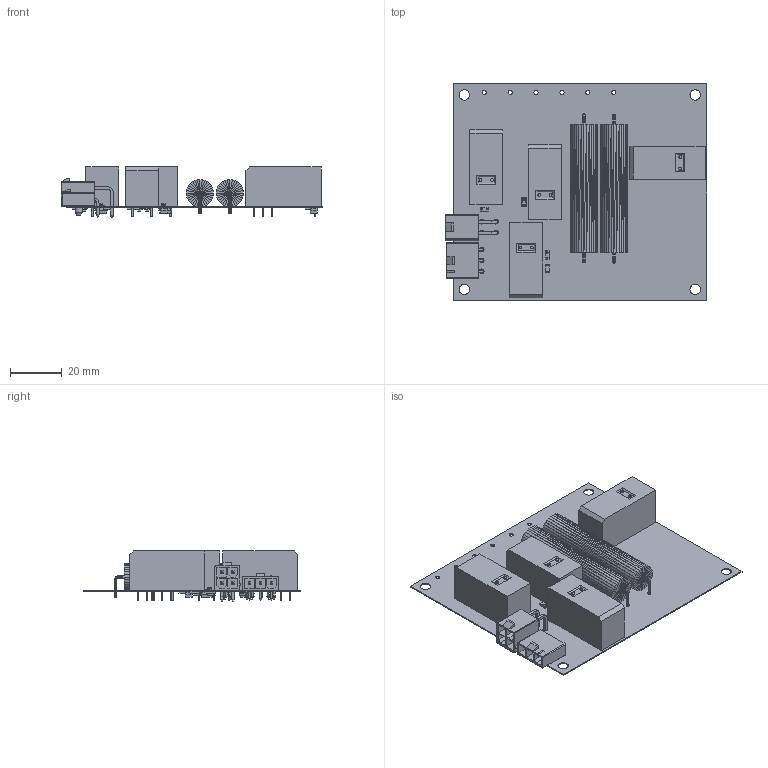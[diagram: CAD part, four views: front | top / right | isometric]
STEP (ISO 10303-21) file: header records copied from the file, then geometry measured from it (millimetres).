
FILE_DESCRIPTION(('Open CASCADE Model'),'2;1');
FILE_NAME('Open CASCADE Shape Model','2019-01-10T21:24:43',('Author'),( 'Open CASCADE'),'Open CASCADE STEP processor 6.8','Open CASCADE 6.8' ,'Unknown');
FILE_SCHEMA(('AUTOMOTIVE_DESIGN { 1 0 10303 214 1 1 1 1 }'));
Length unit declared in the file: millimetre
Products named in the file (49): PCB; Board; Q3; SOT23-3; Q2; Q1; R10; CRCW12063K30FKEAC; term1; term2; body; R9; R8; R7; R6; R5; R4; R3; R2; YAG_SQP10; 6154188928; Extruded; R1; P2; 039300040; Open CASCADE STEP translator 6.8 1.15.1.1; Open CASCADE STEP translator 6.8 1.15.1.2; P1; 039303035; Open CASCADE STEP translator 6.8 1.16.1.1; Open CASCADE STEP translator 6.8 1.16.1.2; K4; G2RL_1A_RGB4408131; K3; K2; G2RL_1_RGB4408131; K1; D7; DO-214AC_SMA; D6 ...
Assembly tree (72 placements, depth 4):
  PCB
    Board
    Q3
      SOT23-3
    Q2
      SOT23-3
    Q1
      SOT23-3
    R10
      CRCW12063K30FKEAC
        term1
        term2
        body
    R9
      CRCW12063K30FKEAC
        term1
        term2
        body
    R8
      CRCW12063K30FKEAC
        term1
        term2
        body
    R7
      CRCW12063K30FKEAC
        term1
        term2
        body
    R6
      CRCW12063K30FKEAC
        term1
        term2
        body
    R5
      CRCW12063K30FKEAC
        term1
        term2
        body
    R4
      CRCW12063K30FKEAC
        term1
        term2
        body
    R3
      CRCW12063K30FKEAC
        term1
        term2
        body
    R2
      YAG_SQP10
      6154188928
        Extruded
    R1
      YAG_SQP10
      6154188928
        Extruded
    P2
      039300040
        Open CASCADE STEP translator 6.8 1.15.1.1
        Open CASCADE STEP translator 6.8 1.15.1.2
Bounding box: 100.68 x 83.47 x 19.3 mm (x, y, z)
Volume: 27349.2 mm3; surface area: 31666.9 mm2
Topology: 52 solids, 1204 shells, 2371 faces, 6430 edges, 5388 vertices
Faces by surface type: plane 2167, cylinder 192, sphere 6, cone 6
Full cylindrical faces by diameter (mm): 1.118 x4, 1.3 x18, 1.6 x6, 1.8 x7, 3.1 x3, 4 x4
Entity records: 45697 total; most frequent: CARTESIAN_POINT 7459, DIRECTION 6057, ORIENTED_EDGE 4770, EDGE_CURVE 3249, LINE 2997, VECTOR 2997, VERTEX_POINT 2698, AXIS2_PLACEMENT_3D 1530
